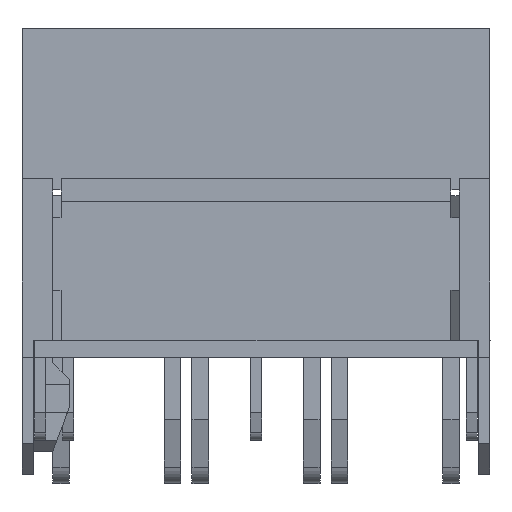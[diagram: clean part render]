
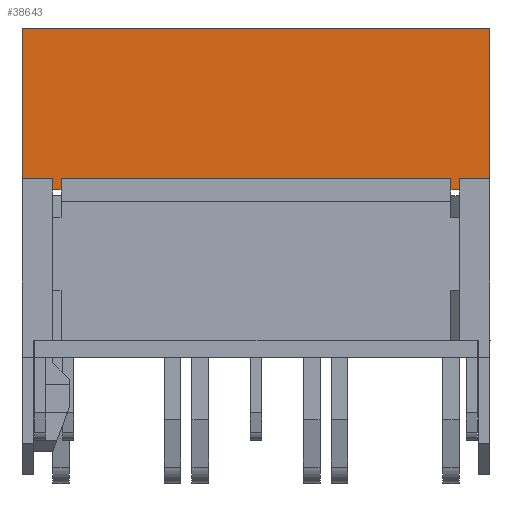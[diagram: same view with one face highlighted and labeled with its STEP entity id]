
A CAD part, left-side view. The second image highlights one B-rep face of the part: STEP entity #38643.
In plain terms, the highlighted planar face has unit normal (-1, 0, 0).
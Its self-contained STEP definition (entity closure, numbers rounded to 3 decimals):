
#33594=DIRECTION('',(0.,0.,-1.));
#33595=VECTOR('',#33594,27.);
#33596=CARTESIAN_POINT('',(4.,42.,59.));
#33597=LINE('',#33596,#33595);
#33972=DIRECTION('',(0.,0.,-1.));
#33973=VECTOR('',#33972,2.);
#33974=CARTESIAN_POINT('',(4.,36.5,32.));
#33975=LINE('',#33974,#33973);
#34203=DIRECTION('',(0.,1.,0.));
#34204=VECTOR('',#34203,1.5);
#34205=CARTESIAN_POINT('',(4.,35.,30.));
#34206=LINE('',#34205,#34204);
#34210=DIRECTION('',(0.,1.,0.));
#34211=VECTOR('',#34210,5.5);
#34212=CARTESIAN_POINT('',(4.,36.5,32.));
#34213=LINE('',#34212,#34211);
#34217=DIRECTION('',(0.,0.,-1.));
#34218=VECTOR('',#34217,27.);
#34219=CARTESIAN_POINT('',(4.,-42.,59.));
#34220=LINE('',#34219,#34218);
#34224=DIRECTION('',(0.,1.,0.));
#34225=VECTOR('',#34224,5.5);
#34226=CARTESIAN_POINT('',(4.,-42.,32.));
#34227=LINE('',#34226,#34225);
#34231=DIRECTION('',(0.,0.,-1.));
#34232=VECTOR('',#34231,2.);
#34233=CARTESIAN_POINT('',(4.,-36.5,32.));
#34234=LINE('',#34233,#34232);
#34238=DIRECTION('',(0.,1.,0.));
#34239=VECTOR('',#34238,1.5);
#34240=CARTESIAN_POINT('',(4.,-36.5,30.));
#34241=LINE('',#34240,#34239);
#34245=DIRECTION('',(0.,1.,0.));
#34246=VECTOR('',#34245,70.);
#34247=CARTESIAN_POINT('',(4.,-35.,32.));
#34248=LINE('',#34247,#34246);
#34252=DIRECTION('',(0.,0.,-1.));
#34253=VECTOR('',#34252,2.);
#34254=CARTESIAN_POINT('',(4.,35.,32.));
#34255=LINE('',#34254,#34253);
#34266=DIRECTION('',(0.,1.,0.));
#34267=VECTOR('',#34266,84.);
#34268=CARTESIAN_POINT('',(4.,-42.,59.));
#34269=LINE('',#34268,#34267);
#36097=DIRECTION('',(0.,0.,-1.));
#36098=VECTOR('',#36097,2.);
#36099=CARTESIAN_POINT('',(4.,-35.,32.));
#36100=LINE('',#36099,#36098);
#37423=CARTESIAN_POINT('',(4.,42.,59.));
#37424=VERTEX_POINT('',#37423);
#37425=CARTESIAN_POINT('',(4.,42.,32.));
#37426=VERTEX_POINT('',#37425);
#37566=CARTESIAN_POINT('',(4.,36.5,30.));
#37568=VERTEX_POINT('',#37566);
#37569=CARTESIAN_POINT('',(4.,35.,30.));
#37570=VERTEX_POINT('',#37569);
#37575=CARTESIAN_POINT('',(4.,-35.,30.));
#37576=VERTEX_POINT('',#37575);
#37577=CARTESIAN_POINT('',(4.,-36.5,30.));
#37578=VERTEX_POINT('',#37577);
#37597=CARTESIAN_POINT('',(4.,36.5,32.));
#37598=VERTEX_POINT('',#37597);
#37603=CARTESIAN_POINT('',(4.,-42.,59.));
#37604=VERTEX_POINT('',#37603);
#37605=CARTESIAN_POINT('',(4.,-42.,32.));
#37606=VERTEX_POINT('',#37605);
#37607=CARTESIAN_POINT('',(4.,-36.5,32.));
#37608=VERTEX_POINT('',#37607);
#37609=CARTESIAN_POINT('',(4.,-35.,32.));
#37610=VERTEX_POINT('',#37609);
#37611=CARTESIAN_POINT('',(4.,35.,32.));
#37612=VERTEX_POINT('',#37611);
#38617=CARTESIAN_POINT('',(4.,35.,32.));
#38618=DIRECTION('',(-1.,0.,0.));
#38619=DIRECTION('',(0.,1.,0.));
#38620=AXIS2_PLACEMENT_3D('',#38617,#38618,#38619);
#38621=PLANE('',#38620);
#38622=ORIENTED_EDGE('',*,*,#38386,.T.);
#38623=ORIENTED_EDGE('',*,*,#38431,.F.);
#38624=ORIENTED_EDGE('',*,*,#38612,.T.);
#38625=ORIENTED_EDGE('',*,*,#38105,.F.);
#38627=ORIENTED_EDGE('',*,*,#38626,.F.);
#38629=ORIENTED_EDGE('',*,*,#38628,.T.);
#38631=ORIENTED_EDGE('',*,*,#38630,.T.);
#38633=ORIENTED_EDGE('',*,*,#38632,.T.);
#38634=ORIENTED_EDGE('',*,*,#38394,.T.);
#38636=ORIENTED_EDGE('',*,*,#38635,.F.);
#38638=ORIENTED_EDGE('',*,*,#38637,.T.);
#38640=ORIENTED_EDGE('',*,*,#38639,.T.);
#38641=EDGE_LOOP('',(#38622,#38623,#38624,#38625,#38627,#38629,#38631,#38633,
#38634,#38636,#38638,#38640));
#38642=FACE_OUTER_BOUND('',#38641,.F.);
#38105=EDGE_CURVE('',#37424,#37426,#33597,.T.);
#38386=EDGE_CURVE('',#37570,#37568,#34206,.T.);
#38394=EDGE_CURVE('',#37578,#37576,#34241,.T.);
#38431=EDGE_CURVE('',#37598,#37568,#33975,.T.);
#38612=EDGE_CURVE('',#37598,#37426,#34213,.T.);
#38626=EDGE_CURVE('',#37604,#37424,#34269,.T.);
#38628=EDGE_CURVE('',#37604,#37606,#34220,.T.);
#38630=EDGE_CURVE('',#37606,#37608,#34227,.T.);
#38632=EDGE_CURVE('',#37608,#37578,#34234,.T.);
#38635=EDGE_CURVE('',#37610,#37576,#36100,.T.);
#38637=EDGE_CURVE('',#37610,#37612,#34248,.T.);
#38639=EDGE_CURVE('',#37612,#37570,#34255,.T.);
#38643=ADVANCED_FACE('',(#38642),#38621,.T.);
